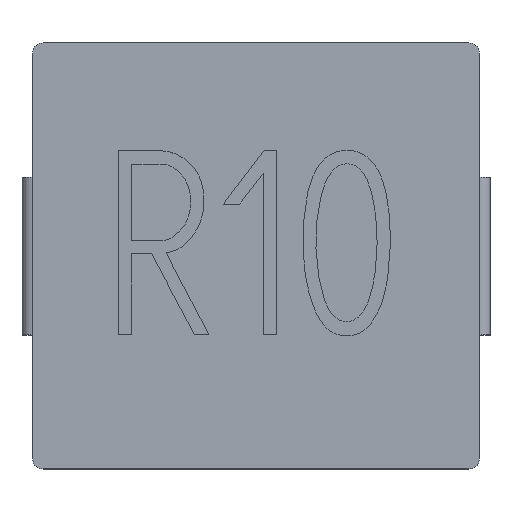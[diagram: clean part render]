
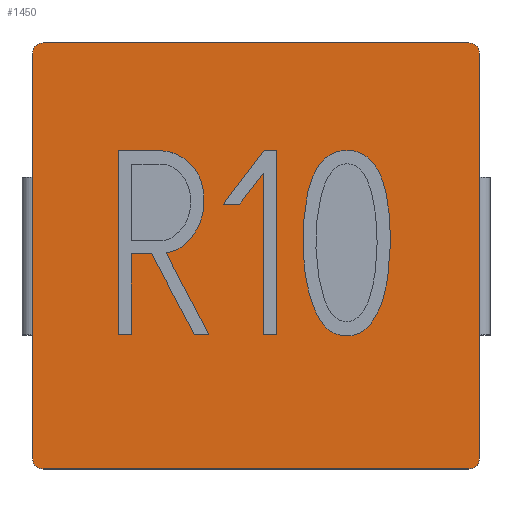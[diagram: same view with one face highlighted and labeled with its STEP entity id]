
A CAD part, top view. The second image highlights one B-rep face of the part: STEP entity #1450.
In plain terms, the highlighted planar face has unit normal (0, 0, 1).
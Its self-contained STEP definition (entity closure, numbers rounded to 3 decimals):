
#32=B_SPLINE_CURVE_WITH_KNOTS('',3,(#2051,#2052,#2053,#2054,#2055,#2056,
#2057,#2058,#2059,#2060,#2061,#2062,#2063,#2064,#2065),.UNSPECIFIED.,.F.,
 .F.,(4,3,3,2,3,4),(0.592,0.655,0.676,
0.768,0.814,0.865),.UNSPECIFIED.);
#41=B_SPLINE_CURVE_WITH_KNOTS('',3,(#2157,#2158,#2159,#2160,#2161,#2162,
#2163,#2164,#2165,#2166,#2167,#2168,#2169,#2170,#2171,#2172,#2173),
 .UNSPECIFIED.,.T.,.F.,(4,3,2,3,2,3,4),(0.,0.127,0.253,
0.373,0.469,0.75,1.),.UNSPECIFIED.);
#62=CIRCLE('',#1476,0.1);
#63=CIRCLE('',#1478,0.1);
#64=CIRCLE('',#1481,0.1);
#65=CIRCLE('',#1483,0.1);
#300=ORIENTED_EDGE('',*,*,#500,.T.);
#301=ORIENTED_EDGE('',*,*,#502,.T.);
#302=ORIENTED_EDGE('',*,*,#485,.T.);
#303=ORIENTED_EDGE('',*,*,#488,.T.);
#304=ORIENTED_EDGE('',*,*,#491,.T.);
#305=ORIENTED_EDGE('',*,*,#494,.T.);
#306=ORIENTED_EDGE('',*,*,#497,.T.);
#307=ORIENTED_EDGE('',*,*,#481,.T.);
#308=ORIENTED_EDGE('',*,*,#504,.T.);
#309=ORIENTED_EDGE('',*,*,#463,.T.);
#310=ORIENTED_EDGE('',*,*,#466,.T.);
#311=ORIENTED_EDGE('',*,*,#469,.T.);
#312=ORIENTED_EDGE('',*,*,#472,.T.);
#313=ORIENTED_EDGE('',*,*,#475,.T.);
#314=ORIENTED_EDGE('',*,*,#478,.T.);
#315=ORIENTED_EDGE('',*,*,#407,.F.);
#316=ORIENTED_EDGE('',*,*,#415,.F.);
#317=ORIENTED_EDGE('',*,*,#375,.F.);
#318=ORIENTED_EDGE('',*,*,#414,.F.);
#319=ORIENTED_EDGE('',*,*,#412,.F.);
#320=ORIENTED_EDGE('',*,*,#410,.F.);
#321=ORIENTED_EDGE('',*,*,#387,.F.);
#322=ORIENTED_EDGE('',*,*,#409,.F.);
#323=ORIENTED_EDGE('',*,*,#505,.T.);
#375=EDGE_CURVE('',#523,#524,#623,.F.);
#387=EDGE_CURVE('',#535,#536,#635,.T.);
#407=EDGE_CURVE('',#550,#551,#651,.T.);
#409=EDGE_CURVE('',#551,#535,#62,.T.);
#410=EDGE_CURVE('',#536,#552,#63,.T.);
#412=EDGE_CURVE('',#552,#553,#654,.F.);
#414=EDGE_CURVE('',#553,#523,#64,.T.);
#415=EDGE_CURVE('',#524,#550,#65,.T.);
#463=EDGE_CURVE('',#579,#581,#694,.T.);
#466=EDGE_CURVE('',#581,#583,#696,.T.);
#469=EDGE_CURVE('',#583,#585,#698,.T.);
#472=EDGE_CURVE('',#585,#587,#700,.F.);
#475=EDGE_CURVE('',#587,#589,#702,.T.);
#478=EDGE_CURVE('',#589,#591,#704,.T.);
#481=EDGE_CURVE('',#591,#593,#32,.T.);
#485=EDGE_CURVE('',#595,#597,#708,.F.);
#488=EDGE_CURVE('',#597,#599,#710,.T.);
#491=EDGE_CURVE('',#599,#601,#712,.T.);
#494=EDGE_CURVE('',#601,#603,#714,.T.);
#497=EDGE_CURVE('',#603,#605,#716,.T.);
#500=EDGE_CURVE('',#605,#607,#718,.T.);
#502=EDGE_CURVE('',#607,#595,#719,.F.);
#504=EDGE_CURVE('',#593,#579,#720,.T.);
#505=EDGE_CURVE('',#608,#608,#41,.T.);
#523=VERTEX_POINT('',#1792);
#524=VERTEX_POINT('',#1794);
#535=VERTEX_POINT('',#1817);
#536=VERTEX_POINT('',#1819);
#550=VERTEX_POINT('',#1854);
#551=VERTEX_POINT('',#1856);
#552=VERTEX_POINT('',#1862);
#553=VERTEX_POINT('',#1866);
#579=VERTEX_POINT('',#1963);
#581=VERTEX_POINT('',#1970);
#583=VERTEX_POINT('',#1979);
#585=VERTEX_POINT('',#1988);
#587=VERTEX_POINT('',#1997);
#589=VERTEX_POINT('',#2006);
#591=VERTEX_POINT('',#2015);
#593=VERTEX_POINT('',#2050);
#595=VERTEX_POINT('',#2069);
#597=VERTEX_POINT('',#2074);
#599=VERTEX_POINT('',#2081);
#601=VERTEX_POINT('',#2088);
#603=VERTEX_POINT('',#2095);
#605=VERTEX_POINT('',#2102);
#607=VERTEX_POINT('',#2109);
#608=VERTEX_POINT('',#2174);
#623=LINE('',#1793,#730);
#635=LINE('',#1818,#742);
#651=LINE('',#1855,#758);
#654=LINE('',#1865,#761);
#694=LINE('',#1971,#801);
#696=LINE('',#1980,#803);
#698=LINE('',#1989,#805);
#700=LINE('',#1998,#807);
#702=LINE('',#2007,#809);
#704=LINE('',#2016,#811);
#708=LINE('',#2075,#815);
#710=LINE('',#2082,#817);
#712=LINE('',#2089,#819);
#714=LINE('',#2096,#821);
#716=LINE('',#2103,#823);
#718=LINE('',#2110,#825);
#719=LINE('',#2114,#826);
#720=LINE('',#2120,#827);
#730=VECTOR('',#1544,1000.);
#742=VECTOR('',#1558,1000.);
#758=VECTOR('',#1586,1000.);
#761=VECTOR('',#1599,1000.);
#801=VECTOR('',#1705,1000.);
#803=VECTOR('',#1709,1000.);
#805=VECTOR('',#1713,1000.);
#807=VECTOR('',#1717,1000.);
#809=VECTOR('',#1721,1000.);
#811=VECTOR('',#1725,1000.);
#815=VECTOR('',#1731,1000.);
#817=VECTOR('',#1735,1000.);
#819=VECTOR('',#1739,1000.);
#821=VECTOR('',#1743,1000.);
#823=VECTOR('',#1747,1000.);
#825=VECTOR('',#1751,1000.);
#826=VECTOR('',#1754,1000.);
#827=VECTOR('',#1757,1000.);
#878=EDGE_LOOP('',(#300,#301,#302,#303,#304,#305,#306));
#879=EDGE_LOOP('',(#307,#308,#309,#310,#311,#312,#313,#314));
#880=EDGE_LOOP('',(#315,#316,#317,#318,#319,#320,#321,#322));
#881=EDGE_LOOP('',(#323));
#942=FACE_BOUND('',#878,.T.);
#943=FACE_BOUND('',#879,.T.);
#944=FACE_BOUND('',#880,.T.);
#945=FACE_BOUND('',#881,.T.);
#997=PLANE('',#1526);
#1450=ADVANCED_FACE('',(#942,#943,#944,#945),#997,.F.);
#1476=AXIS2_PLACEMENT_3D('',#1859,#1590,#1591);
#1478=AXIS2_PLACEMENT_3D('',#1861,#1594,#1595);
#1481=AXIS2_PLACEMENT_3D('',#1869,#1603,#1604);
#1483=AXIS2_PLACEMENT_3D('',#1871,#1607,#1608);
#1526=AXIS2_PLACEMENT_3D('',#2193,#1758,#1759);
#1544=DIRECTION('',(0.,1.,0.));
#1558=DIRECTION('',(0.,1.,0.));
#1586=DIRECTION('',(-1.,0.,0.));
#1590=DIRECTION('',(0.,0.,-1.));
#1591=DIRECTION('',(-1.,0.,0.));
#1594=DIRECTION('',(0.,0.,-1.));
#1595=DIRECTION('',(-1.,0.,0.));
#1599=DIRECTION('',(-1.,0.,0.));
#1603=DIRECTION('',(0.,0.,-1.));
#1604=DIRECTION('',(-1.,0.,0.));
#1607=DIRECTION('',(0.,0.,-1.));
#1608=DIRECTION('',(-1.,0.,0.));
#1705=DIRECTION('',(-1.,0.,0.));
#1709=DIRECTION('',(-0.47,0.883,0.));
#1713=DIRECTION('',(-1.,0.,0.));
#1717=DIRECTION('',(0.,1.,0.));
#1721=DIRECTION('',(-1.,0.,0.));
#1725=DIRECTION('',(0.,1.,0.));
#1731=DIRECTION('',(0.,1.,0.));
#1735=DIRECTION('',(-1.,0.011,0.));
#1739=DIRECTION('',(0.,1.,0.));
#1743=DIRECTION('',(-0.613,-0.79,0.));
#1747=DIRECTION('',(-1.,0.,0.));
#1751=DIRECTION('',(0.604,0.797,0.));
#1754=DIRECTION('',(-1.,0.,0.));
#1757=DIRECTION('',(0.466,-0.885,0.));
#1758=DIRECTION('',(0.,0.,-1.));
#1759=DIRECTION('',(-1.,0.,0.));
#1792=CARTESIAN_POINT('',(2.125,1.925,0.05));
#1793=CARTESIAN_POINT('',(2.125,-1.925,0.05));
#1794=CARTESIAN_POINT('',(2.125,-1.925,0.05));
#1817=CARTESIAN_POINT('',(-2.125,-1.925,0.05));
#1818=CARTESIAN_POINT('',(-2.125,-1.925,0.05));
#1819=CARTESIAN_POINT('',(-2.125,1.925,0.05));
#1854=CARTESIAN_POINT('',(2.025,-2.025,0.05));
#1855=CARTESIAN_POINT('',(-2.125,-2.025,0.05));
#1856=CARTESIAN_POINT('',(-2.025,-2.025,0.05));
#1859=CARTESIAN_POINT('',(-2.025,-1.925,0.05));
#1861=CARTESIAN_POINT('',(-2.025,1.925,0.05));
#1862=CARTESIAN_POINT('',(-2.025,2.025,0.05));
#1865=CARTESIAN_POINT('',(-2.125,2.025,0.05));
#1866=CARTESIAN_POINT('',(2.025,2.025,0.05));
#1869=CARTESIAN_POINT('',(2.025,1.925,0.05));
#1871=CARTESIAN_POINT('',(2.025,-1.925,0.05));
#1963=CARTESIAN_POINT('',(-0.447,-0.747,0.05));
#1970=CARTESIAN_POINT('',(-0.585,-0.747,0.05));
#1971=CARTESIAN_POINT('',(-2.125,-0.747,0.05));
#1979=CARTESIAN_POINT('',(-0.993,0.02,0.05));
#1980=CARTESIAN_POINT('',(-0.789,-0.364,0.05));
#1988=CARTESIAN_POINT('',(-1.185,0.02,0.05));
#1989=CARTESIAN_POINT('',(-2.125,0.02,0.05));
#1997=CARTESIAN_POINT('',(-1.185,-0.747,0.05));
#1998=CARTESIAN_POINT('',(-1.185,-1.925,0.05));
#2006=CARTESIAN_POINT('',(-1.311,-0.747,0.05));
#2007=CARTESIAN_POINT('',(-2.125,-0.747,0.05));
#2015=CARTESIAN_POINT('',(-1.311,0.998,0.05));
#2016=CARTESIAN_POINT('',(-1.311,-1.925,0.05));
#2050=CARTESIAN_POINT('',(-0.855,0.028,0.05));
#2051=CARTESIAN_POINT('',(-1.311,0.998,0.05));
#2052=CARTESIAN_POINT('',(-1.175,0.998,0.05));
#2053=CARTESIAN_POINT('',(-1.039,0.998,0.05));
#2054=CARTESIAN_POINT('',(-0.903,0.998,0.05));
#2055=CARTESIAN_POINT('',(-0.857,0.998,0.05));
#2056=CARTESIAN_POINT('',(-0.812,0.989,0.05));
#2057=CARTESIAN_POINT('',(-0.768,0.97,0.05));
#2058=CARTESIAN_POINT('',(-0.587,0.893,0.05));
#2059=CARTESIAN_POINT('',(-0.495,0.743,0.05));
#2060=CARTESIAN_POINT('',(-0.495,0.403,0.05));
#2061=CARTESIAN_POINT('',(-0.527,0.299,0.05));
#2062=CARTESIAN_POINT('',(-0.591,0.206,0.05));
#2063=CARTESIAN_POINT('',(-0.661,0.103,0.05));
#2064=CARTESIAN_POINT('',(-0.749,0.042,0.05));
#2065=CARTESIAN_POINT('',(-0.855,0.028,0.05));
#2069=CARTESIAN_POINT('',(0.195,1.002,0.05));
#2074=CARTESIAN_POINT('',(0.195,-0.751,0.05));
#2075=CARTESIAN_POINT('',(0.195,-1.925,0.05));
#2081=CARTESIAN_POINT('',(0.069,-0.75,0.05));
#2082=CARTESIAN_POINT('',(0.132,-0.75,0.05));
#2088=CARTESIAN_POINT('',(0.069,0.782,0.05));
#2089=CARTESIAN_POINT('',(0.069,-1.925,0.05));
#2095=CARTESIAN_POINT('',(-0.155,0.493,0.05));
#2096=CARTESIAN_POINT('',(-0.043,0.637,0.05));
#2102=CARTESIAN_POINT('',(-0.309,0.493,0.05));
#2103=CARTESIAN_POINT('',(-2.125,0.493,0.05));
#2109=CARTESIAN_POINT('',(0.077,1.002,0.05));
#2110=CARTESIAN_POINT('',(-0.116,0.747,0.05));
#2114=CARTESIAN_POINT('',(-2.125,1.002,0.05));
#2120=CARTESIAN_POINT('',(-0.651,-0.36,0.05));
#2157=CARTESIAN_POINT('',(1.279,0.126,0.05));
#2158=CARTESIAN_POINT('',(1.279,-0.078,0.05));
#2159=CARTESIAN_POINT('',(1.254,-0.256,0.05));
#2160=CARTESIAN_POINT('',(1.206,-0.412,0.05));
#2161=CARTESIAN_POINT('',(1.133,-0.645,0.05));
#2162=CARTESIAN_POINT('',(1.019,-0.762,0.05));
#2163=CARTESIAN_POINT('',(0.707,-0.762,0.05));
#2164=CARTESIAN_POINT('',(0.594,-0.644,0.05));
#2165=CARTESIAN_POINT('',(0.521,-0.409,0.05));
#2166=CARTESIAN_POINT('',(0.471,-0.251,0.05));
#2167=CARTESIAN_POINT('',(0.448,-0.072,0.05));
#2168=CARTESIAN_POINT('',(0.448,0.71,0.05));
#2169=CARTESIAN_POINT('',(0.587,1.001,0.05));
#2170=CARTESIAN_POINT('',(0.864,1.002,0.05));
#2171=CARTESIAN_POINT('',(1.141,1.004,0.05));
#2172=CARTESIAN_POINT('',(1.279,0.71,0.05));
#2173=CARTESIAN_POINT('',(1.279,0.126,0.05));
#2174=CARTESIAN_POINT('',(1.279,0.126,0.05));
#2193=CARTESIAN_POINT('',(-2.125,-1.925,0.05));
